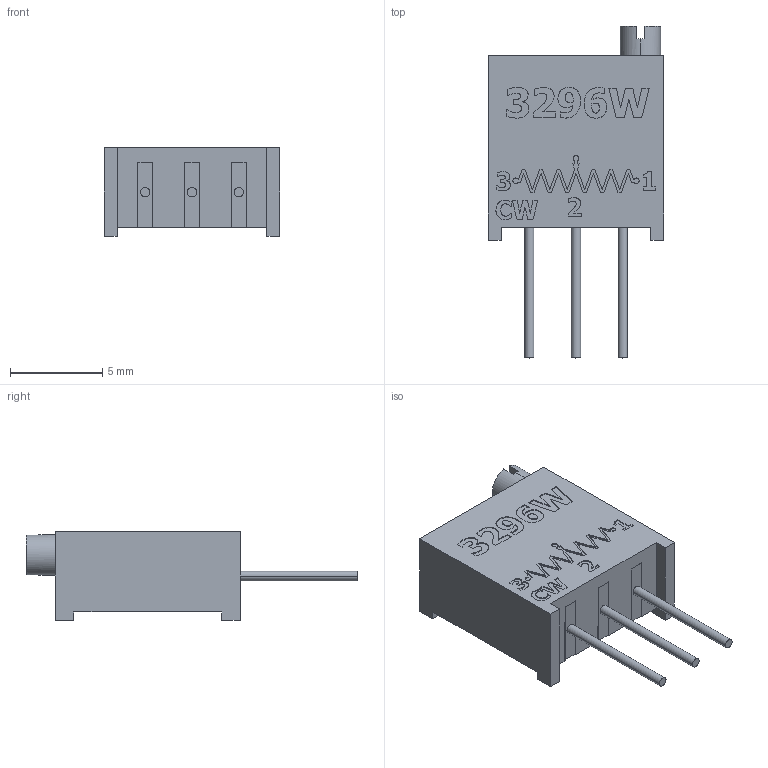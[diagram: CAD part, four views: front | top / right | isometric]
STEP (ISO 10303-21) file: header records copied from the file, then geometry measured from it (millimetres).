
FILE_DESCRIPTION (( 'STEP AP214' ), '1' );
FILE_NAME ('User Library-Trimming Potentiometer Vertical 3296W 503 - 50k.STEP', '2020-08-29T21:24:09', ( '' ), ( '' ), 'SwSTEP 2.0', 'SolidWorks 2020', '' );
FILE_SCHEMA (( 'AUTOMOTIVE_DESIGN' ));
Length unit declared in the file: millimetre
Products named in the file (1): User Library-Trimming Potentiometer Vertical 3296W 503 - 50k
Bounding box: 9.53 x 18.03 x 4.83 mm (x, y, z)
Volume: 401.4 mm3; surface area: 418.8 mm2
Topology: 4 solids, 4 shells, 397 faces, 1094 edges, 724 vertices
Faces by surface type: plane 224, bspline 159, cylinder 14
Entity records: 17989 total; most frequent: CARTESIAN_POINT 4700, ORIENTED_EDGE 2188, DIRECTION 1188, EDGE_CURVE 1094, VERTEX_POINT 724, LINE 674, VECTOR 674, EDGE_LOOP 416
